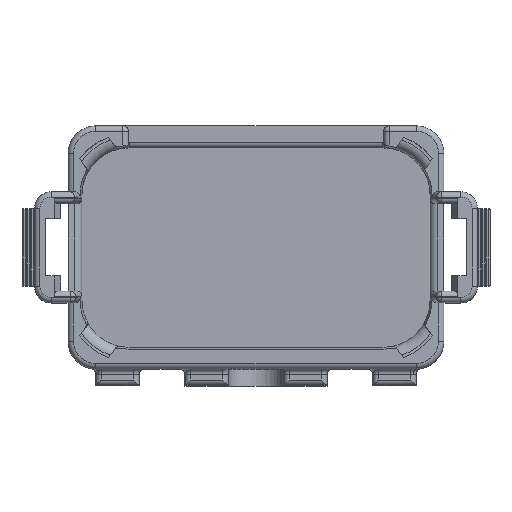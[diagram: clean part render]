
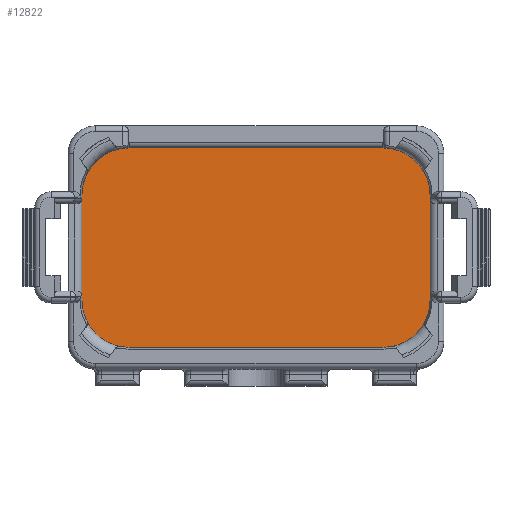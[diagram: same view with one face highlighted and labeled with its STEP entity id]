
A CAD part, top view. The second image highlights one B-rep face of the part: STEP entity #12822.
In plain terms, the highlighted planar face has unit normal (0, 0, 1).
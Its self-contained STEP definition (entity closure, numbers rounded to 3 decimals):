
#3077=DIRECTION('',(0.,1.,0.));
#3078=VECTOR('',#3077,9.652);
#3079=CARTESIAN_POINT('',(-15.939,-4.826,-17.907));
#3080=LINE('',#3079,#3078);
#3777=CARTESIAN_POINT('',(-11.621,-4.826,-17.907));
#3778=DIRECTION('',(0.,0.,1.));
#3779=DIRECTION('',(-1.,0.,0.));
#3780=AXIS2_PLACEMENT_3D('',#3777,#3778,#3779);
#3824=DIRECTION('',(1.,0.,0.));
#3825=VECTOR('',#3824,23.241);
#3826=CARTESIAN_POINT('',(-11.621,9.144,-17.907));
#3827=LINE('',#3826,#3825);
#3973=CARTESIAN_POINT('',(-11.621,4.826,-17.907));
#3974=DIRECTION('',(0.,0.,1.));
#3975=DIRECTION('',(0.,1.,0.));
#3976=AXIS2_PLACEMENT_3D('',#3973,#3974,#3975);
#6432=CARTESIAN_POINT('',(11.621,4.826,-17.907));
#6433=DIRECTION('',(0.,0.,1.));
#6434=DIRECTION('',(1.,0.,0.));
#6435=AXIS2_PLACEMENT_3D('',#6432,#6433,#6434);
#6592=DIRECTION('',(0.,-1.,0.));
#6593=VECTOR('',#6592,9.652);
#6594=CARTESIAN_POINT('',(15.939,4.826,-17.907));
#6595=LINE('',#6594,#6593);
#6981=CARTESIAN_POINT('',(11.621,-4.826,-17.907));
#6982=DIRECTION('',(0.,0.,1.));
#6983=DIRECTION('',(0.,-1.,0.));
#6984=AXIS2_PLACEMENT_3D('',#6981,#6982,#6983);
#7111=DIRECTION('',(-1.,0.,0.));
#7112=VECTOR('',#7111,23.241);
#7113=CARTESIAN_POINT('',(11.621,-9.144,-17.907));
#7114=LINE('',#7113,#7112);
#8637=CARTESIAN_POINT('',(-11.621,9.144,-17.907));
#8638=CARTESIAN_POINT('',(11.621,9.144,-17.907));
#8639=VERTEX_POINT('',#8637);
#8640=VERTEX_POINT('',#8638);
#8641=CARTESIAN_POINT('',(15.939,4.826,-17.907));
#8642=VERTEX_POINT('',#8641);
#8643=CARTESIAN_POINT('',(15.939,-4.826,-17.907));
#8644=VERTEX_POINT('',#8643);
#8645=CARTESIAN_POINT('',(11.621,-9.144,-17.907));
#8646=VERTEX_POINT('',#8645);
#8647=CARTESIAN_POINT('',(-11.621,-9.144,-17.907));
#8648=VERTEX_POINT('',#8647);
#8649=CARTESIAN_POINT('',(-15.939,-4.826,-17.907));
#8650=VERTEX_POINT('',#8649);
#8651=CARTESIAN_POINT('',(-15.939,4.826,-17.907));
#8652=VERTEX_POINT('',#8651);
#12801=CARTESIAN_POINT('',(0.,0.,-17.907));
#12802=DIRECTION('',(0.,0.,-1.));
#12803=DIRECTION('',(1.,0.,0.));
#12804=AXIS2_PLACEMENT_3D('',#12801,#12802,#12803);
#12805=PLANE('',#12804);
#12807=ORIENTED_EDGE('',*,*,#12806,.T.);
#12809=ORIENTED_EDGE('',*,*,#12808,.F.);
#12811=ORIENTED_EDGE('',*,*,#12810,.T.);
#12813=ORIENTED_EDGE('',*,*,#12812,.F.);
#12815=ORIENTED_EDGE('',*,*,#12814,.T.);
#12816=ORIENTED_EDGE('',*,*,#12787,.F.);
#12817=ORIENTED_EDGE('',*,*,#12144,.T.);
#12819=ORIENTED_EDGE('',*,*,#12818,.F.);
#12820=EDGE_LOOP('',(#12807,#12809,#12811,#12813,#12815,#12816,#12817,#12819));
#12821=FACE_OUTER_BOUND('',#12820,.F.);
#12822=ADVANCED_FACE('',(#12821),#12805,.F.);
#3781=CIRCLE('',#3780,4.318);
#3977=CIRCLE('',#3976,4.318);
#6436=CIRCLE('',#6435,4.318);
#6985=CIRCLE('',#6984,4.318);
#12144=EDGE_CURVE('',#8650,#8652,#3080,.T.);
#12787=EDGE_CURVE('',#8650,#8648,#3781,.T.);
#12806=EDGE_CURVE('',#8639,#8640,#3827,.T.);
#12808=EDGE_CURVE('',#8642,#8640,#6436,.T.);
#12810=EDGE_CURVE('',#8642,#8644,#6595,.T.);
#12812=EDGE_CURVE('',#8646,#8644,#6985,.T.);
#12814=EDGE_CURVE('',#8646,#8648,#7114,.T.);
#12818=EDGE_CURVE('',#8639,#8652,#3977,.T.);
